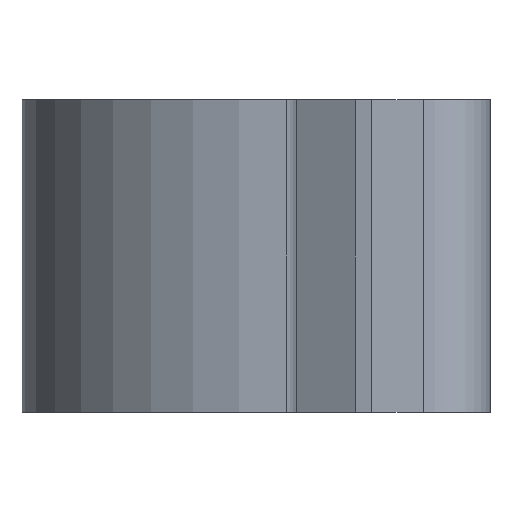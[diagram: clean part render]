
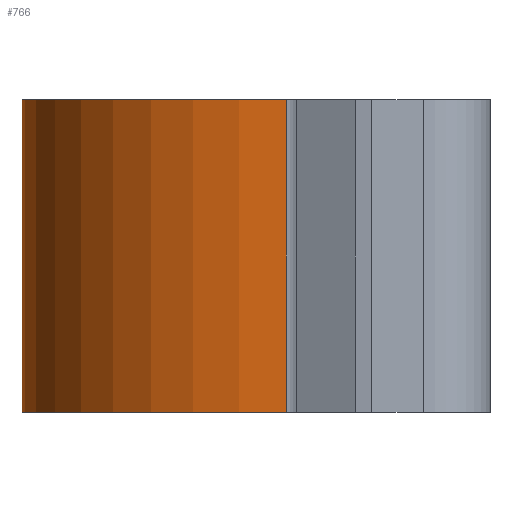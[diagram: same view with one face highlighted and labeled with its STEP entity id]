
A CAD part, left-side view. The second image highlights one B-rep face of the part: STEP entity #766.
In plain terms, the highlighted cylindrical face has radius 12.5 mm (diameter 25 mm), a partial arc.
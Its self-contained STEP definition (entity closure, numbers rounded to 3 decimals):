
#40 = CIRCLE ( 'NONE', #1007, 12.5 ) ;
#60 = CARTESIAN_POINT ( 'NONE',  ( -9.5, 8.5, 7. ) ) ;
#85 = AXIS2_PLACEMENT_3D ( 'NONE', #580, #126, #485 ) ;
#87 = DIRECTION ( 'NONE',  ( 0., 0., 1. ) ) ;
#103 = DIRECTION ( 'NONE',  ( 0., 0., -1. ) ) ;
#126 = DIRECTION ( 'NONE',  ( 0., 0., -1. ) ) ;
#152 = EDGE_CURVE ( 'NONE', #726, #844, #40, .T. ) ;
#157 = CIRCLE ( 'NONE', #815, 12.5 ) ;
#198 = CYLINDRICAL_SURFACE ( 'NONE', #85, 12.5 ) ;
#265 = VECTOR ( 'NONE', #749, 1000. ) ;
#315 = ORIENTED_EDGE ( 'NONE', *, *, #1082, .F. ) ;
#377 = VECTOR ( 'NONE', #103, 1000. ) ;
#379 = CARTESIAN_POINT ( 'NONE',  ( -22., 8.5, -7. ) ) ;
#419 = CARTESIAN_POINT ( 'NONE',  ( -34.483, 9.149, 7. ) ) ;
#461 = LINE ( 'NONE', #555, #265 ) ;
#485 = DIRECTION ( 'NONE',  ( -1., 0., 0. ) ) ;
#532 = EDGE_CURVE ( 'NONE', #726, #928, #922, .T. ) ;
#555 = CARTESIAN_POINT ( 'NONE',  ( -34.483, 9.149, 7. ) ) ;
#580 = CARTESIAN_POINT ( 'NONE',  ( -22., 8.5, 7. ) ) ;
#609 = EDGE_CURVE ( 'NONE', #928, #779, #157, .T. ) ;
#616 = CARTESIAN_POINT ( 'NONE',  ( -9.5, 8.5, -7. ) ) ;
#686 = ORIENTED_EDGE ( 'NONE', *, *, #532, .T. ) ;
#705 = FACE_OUTER_BOUND ( 'NONE', #930, .T. ) ;
#726 = VERTEX_POINT ( 'NONE', #60 ) ;
#733 = ORIENTED_EDGE ( 'NONE', *, *, #609, .T. ) ;
#749 = DIRECTION ( 'NONE',  ( 0., 0., -1. ) ) ;
#766 = ADVANCED_FACE ( 'NONE', ( #705 ), #198, .T. ) ;
#779 = VERTEX_POINT ( 'NONE', #794 ) ;
#788 = ORIENTED_EDGE ( 'NONE', *, *, #152, .F. ) ;
#794 = CARTESIAN_POINT ( 'NONE',  ( -34.483, 9.149, -7. ) ) ;
#815 = AXIS2_PLACEMENT_3D ( 'NONE', #379, #1138, #1041 ) ;
#816 = CARTESIAN_POINT ( 'NONE',  ( -22., 8.5, 7. ) ) ;
#844 = VERTEX_POINT ( 'NONE', #419 ) ;
#917 = DIRECTION ( 'NONE',  ( 1., 0., 0. ) ) ;
#922 = LINE ( 'NONE', #1030, #377 ) ;
#928 = VERTEX_POINT ( 'NONE', #616 ) ;
#930 = EDGE_LOOP ( 'NONE', ( #733, #315, #788, #686 ) ) ;
#1007 = AXIS2_PLACEMENT_3D ( 'NONE', #816, #87, #917 ) ;
#1030 = CARTESIAN_POINT ( 'NONE',  ( -9.5, 8.5, 7. ) ) ;
#1041 = DIRECTION ( 'NONE',  ( 1., 0., 0. ) ) ;
#1082 = EDGE_CURVE ( 'NONE', #844, #779, #461, .T. ) ;
#1138 = DIRECTION ( 'NONE',  ( 0., 0., 1. ) ) ;
